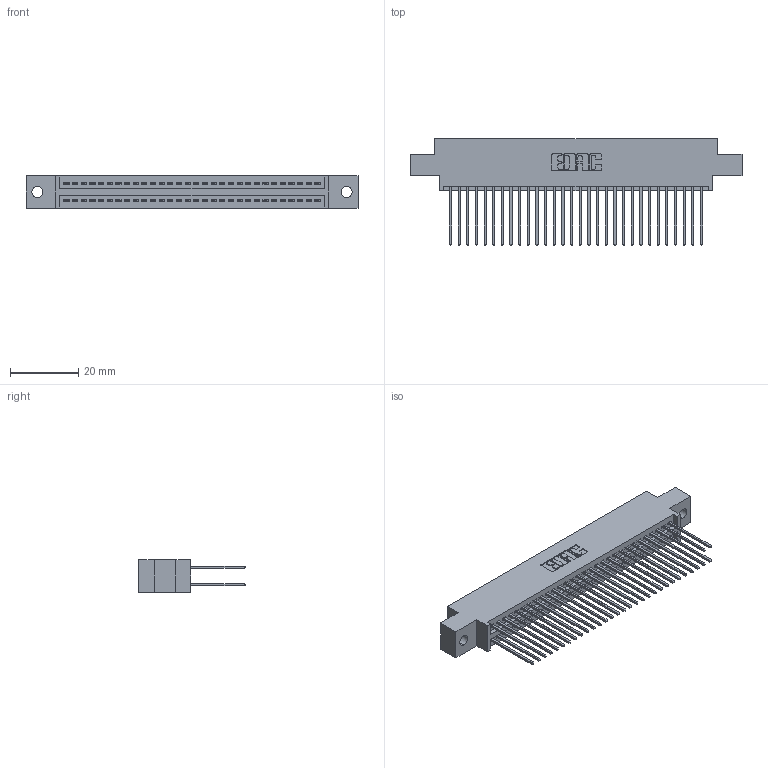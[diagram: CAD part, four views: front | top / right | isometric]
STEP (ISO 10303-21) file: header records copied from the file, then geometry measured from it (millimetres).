
FILE_DESCRIPTION (( 'STEP AP203' ), '1' );
FILE_NAME ('345-060-542-802.STEP', '2018-09-27T02:53:04', ( '' ), ( '' ), 'SwSTEP 2.0', 'SolidWorks 2016', '' );
FILE_SCHEMA (( 'CONFIG_CONTROL_DESIGN' ));
Length unit declared in the file: inch
Products named in the file (3): 345 Part_0.170 Offset - 0.128 Dia; 345-292-001_345-293-142; 345-060-542-802
Assembly tree (61 placements, depth 2):
  345-060-542-802
    345 Part_0.170 Offset - 0.128 Dia
    345-292-001_345-293-142  x60
Bounding box: 97.41 x 31.29 x 9.4 mm (x, y, z)
Volume: 9480.7 mm3; surface area: 14959.4 mm2
Topology: 61 solids, 61 shells, 3130 faces, 9293 edges, 6114 vertices
Faces by surface type: plane 2064, cylinder 1066
Entity records: 25307 total; most frequent: CARTESIAN_POINT 4256, ORIENTED_EDGE 4190, DIRECTION 3767, EDGE_CURVE 2095, LINE 1843, VECTOR 1843, VERTEX_POINT 1394, AXIS2_PLACEMENT_3D 962
